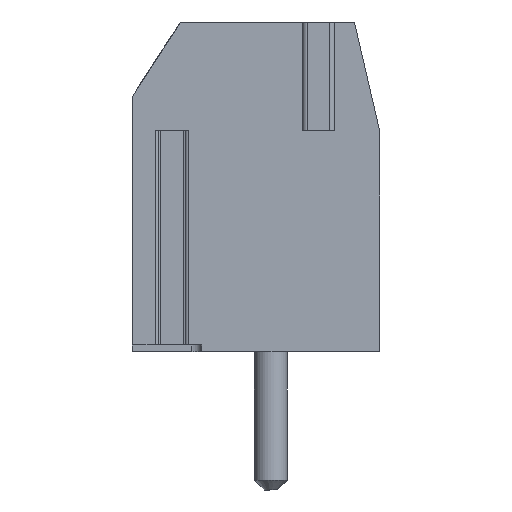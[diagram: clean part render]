
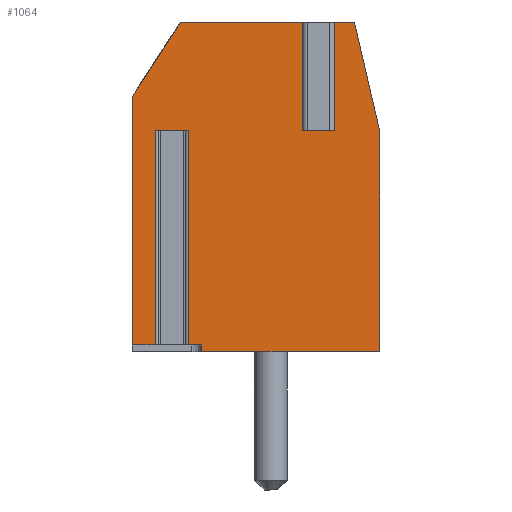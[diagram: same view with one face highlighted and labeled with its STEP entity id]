
A CAD part, left-side view. The second image highlights one B-rep face of the part: STEP entity #1064.
In plain terms, the highlighted planar face has unit normal (-1, 0, 0).
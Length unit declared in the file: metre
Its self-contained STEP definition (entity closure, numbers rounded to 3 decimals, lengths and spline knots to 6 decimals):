
#1064 = ADVANCED_FACE( '', ( #2323 ), #2324, .T. );
#2323 = FACE_OUTER_BOUND( '', #4082, .T. );
#2324 = PLANE( '', #4083 );
#4082 = EDGE_LOOP( '', ( #7533, #7534, #7535, #7536, #7537, #7538, #7539, #7540, #7541, #7542, #7543, #7544, #7545, #7546, #7547, #7548 ) );
#4083 = AXIS2_PLACEMENT_3D( '', #7549, #7550, #7551 );
#7533 = ORIENTED_EDGE( '', *, *, #10405, .F. );
#7534 = ORIENTED_EDGE( '', *, *, #10406, .T. );
#7535 = ORIENTED_EDGE( '', *, *, #9090, .T. );
#7536 = ORIENTED_EDGE( '', *, *, #9725, .T. );
#7537 = ORIENTED_EDGE( '', *, *, #10407, .F. );
#7538 = ORIENTED_EDGE( '', *, *, #10199, .F. );
#7539 = ORIENTED_EDGE( '', *, *, #10408, .T. );
#7540 = ORIENTED_EDGE( '', *, *, #10375, .T. );
#7541 = ORIENTED_EDGE( '', *, *, #10409, .T. );
#7542 = ORIENTED_EDGE( '', *, *, #10410, .F. );
#7543 = ORIENTED_EDGE( '', *, *, #10411, .F. );
#7544 = ORIENTED_EDGE( '', *, *, #10337, .T. );
#7545 = ORIENTED_EDGE( '', *, *, #10412, .T. );
#7546 = ORIENTED_EDGE( '', *, *, #10413, .T. );
#7547 = ORIENTED_EDGE( '', *, *, #9294, .T. );
#7548 = ORIENTED_EDGE( '', *, *, #9721, .T. );
#7549 = CARTESIAN_POINT( '', ( -0.0025, 0., 0.01 ) );
#7550 = DIRECTION( '', ( -1., 0., 0. ) );
#7551 = DIRECTION( '', ( 0., -1., 0. ) );
#9090 = EDGE_CURVE( '', #10792, #10793, #10794, .T. );
#9294 = EDGE_CURVE( '', #11155, #11156, #11157, .T. );
#9721 = EDGE_CURVE( '', #11156, #11871, #11873, .T. );
#9725 = EDGE_CURVE( '', #10793, #11878, #11880, .T. );
#10199 = EDGE_CURVE( '', #12567, #12569, #12570, .T. );
#10337 = EDGE_CURVE( '', #12761, #12759, #12762, .T. );
#10375 = EDGE_CURVE( '', #12811, #12812, #12813, .T. );
#10405 = EDGE_CURVE( '', #12851, #11871, #12852, .T. );
#10406 = EDGE_CURVE( '', #12851, #10792, #12853, .T. );
#10407 = EDGE_CURVE( '', #12569, #11878, #12854, .T. );
#10408 = EDGE_CURVE( '', #12567, #12811, #12855, .T. );
#10409 = EDGE_CURVE( '', #12812, #12856, #12857, .T. );
#10410 = EDGE_CURVE( '', #12858, #12856, #12859, .T. );
#10411 = EDGE_CURVE( '', #12761, #12858, #12860, .T. );
#10412 = EDGE_CURVE( '', #12759, #12861, #12862, .T. );
#10413 = EDGE_CURVE( '', #12861, #11155, #12863, .T. );
#10792 = VERTEX_POINT( '', #13300 );
#10793 = VERTEX_POINT( '', #13301 );
#10794 = LINE( '', #13302, #13303 );
#11155 = VERTEX_POINT( '', #13815 );
#11156 = VERTEX_POINT( '', #13816 );
#11157 = LINE( '', #13817, #13818 );
#11871 = VERTEX_POINT( '', #14917 );
#11873 = LINE( '', #14919, #14920 );
#11878 = VERTEX_POINT( '', #14926 );
#11880 = LINE( '', #14929, #14930 );
#12567 = VERTEX_POINT( '', #16074 );
#12569 = VERTEX_POINT( '', #16077 );
#12570 = LINE( '', #16078, #16079 );
#12759 = VERTEX_POINT( '', #16394 );
#12761 = VERTEX_POINT( '', #16397 );
#12762 = LINE( '', #16398, #16399 );
#12811 = VERTEX_POINT( '', #16471 );
#12812 = VERTEX_POINT( '', #16472 );
#12813 = LINE( '', #16473, #16474 );
#12851 = VERTEX_POINT( '', #16529 );
#12852 = LINE( '', #16530, #16531 );
#12853 = LINE( '', #16532, #16533 );
#12854 = LINE( '', #16534, #16535 );
#12855 = LINE( '', #16536, #16537 );
#12856 = VERTEX_POINT( '', #16538 );
#12857 = LINE( '', #16539, #16540 );
#12858 = VERTEX_POINT( '', #16541 );
#12859 = LINE( '', #16542, #16543 );
#12860 = LINE( '', #16544, #16545 );
#12861 = VERTEX_POINT( '', #16546 );
#12862 = LINE( '', #16547, #16548 );
#12863 = LINE( '', #16549, #16550 );
#13300 = CARTESIAN_POINT( '', ( -0.0025, 0.005797, 0.0067 ) );
#13301 = CARTESIAN_POINT( '', ( -0.0025, 0.005797, 0.0002 ) );
#13302 = CARTESIAN_POINT( '', ( -0.0025, 0.005797, 0.0067 ) );
#13303 = VECTOR( '', #17160, 1. );
#13815 = CARTESIAN_POINT( '', ( -0.0025, 0.0075, 0.00775 ) );
#13816 = CARTESIAN_POINT( '', ( -0.0025, 0.0075, 0.0002 ) );
#13817 = CARTESIAN_POINT( '', ( -0.0025, 0.0075, 0.00775 ) );
#13818 = VECTOR( '', #17401, 1. );
#14917 = CARTESIAN_POINT( '', ( -0.0025, 0.006803, 0.0002 ) );
#14919 = CARTESIAN_POINT( '', ( -0.0025, 0.0075, 0.0002 ) );
#14920 = VECTOR( '', #17885, 1. );
#14926 = CARTESIAN_POINT( '', ( -0.0025, 0.0054, 0.0002 ) );
#14929 = CARTESIAN_POINT( '', ( -0.0025, 0.0075, 0.0002 ) );
#14930 = VECTOR( '', #17891, 1. );
#16074 = CARTESIAN_POINT( '', ( -0.0025, 0., 0. ) );
#16077 = CARTESIAN_POINT( '', ( -0.0025, 0.0054, 0. ) );
#16078 = CARTESIAN_POINT( '', ( -0.0025, 0.0054, 0. ) );
#16079 = VECTOR( '', #18322, 1. );
#16394 = CARTESIAN_POINT( '', ( -0.0025, 0.002206, 0.01 ) );
#16397 = CARTESIAN_POINT( '', ( -0.0025, 0.002206, 0.0067 ) );
#16398 = CARTESIAN_POINT( '', ( -0.0025, 0.002206, 0.0067 ) );
#16399 = VECTOR( '', #18444, 1. );
#16471 = CARTESIAN_POINT( '', ( -0.0025, 0., 0.0067 ) );
#16472 = CARTESIAN_POINT( '', ( -0.0025, 0.000762, 0.01 ) );
#16473 = CARTESIAN_POINT( '', ( -0.0025, 0., 0.0067 ) );
#16474 = VECTOR( '', #18474, 1. );
#16529 = CARTESIAN_POINT( '', ( -0.0025, 0.006803, 0.0067 ) );
#16530 = CARTESIAN_POINT( '', ( -0.0025, 0.006803, 0.0067 ) );
#16531 = VECTOR( '', #18495, 1. );
#16532 = CARTESIAN_POINT( '', ( -0.0025, 0.006803, 0.0067 ) );
#16533 = VECTOR( '', #18496, 1. );
#16534 = CARTESIAN_POINT( '', ( -0.0025, 0.0054, 0. ) );
#16535 = VECTOR( '', #18497, 1. );
#16536 = CARTESIAN_POINT( '', ( -0.0025, 0., 0.0002 ) );
#16537 = VECTOR( '', #18498, 1. );
#16538 = CARTESIAN_POINT( '', ( -0.0025, 0.001494, 0.01 ) );
#16539 = CARTESIAN_POINT( '', ( -0.0025, 0.006039, 0.01 ) );
#16540 = VECTOR( '', #18499, 1. );
#16541 = CARTESIAN_POINT( '', ( -0.0025, 0.001494, 0.0067 ) );
#16542 = CARTESIAN_POINT( '', ( -0.0025, 0.001494, 0.0067 ) );
#16543 = VECTOR( '', #18500, 1. );
#16544 = CARTESIAN_POINT( '', ( -0.0025, 0.002206, 0.0067 ) );
#16545 = VECTOR( '', #18501, 1. );
#16546 = CARTESIAN_POINT( '', ( -0.0025, 0.006039, 0.01 ) );
#16547 = CARTESIAN_POINT( '', ( -0.0025, 0.006039, 0.01 ) );
#16548 = VECTOR( '', #18502, 1. );
#16549 = CARTESIAN_POINT( '', ( -0.0025, 0.0075, 0.00775 ) );
#16550 = VECTOR( '', #18503, 1. );
#17160 = DIRECTION( '', ( 0., 0., -1. ) );
#17401 = DIRECTION( '', ( 0., 0., -1. ) );
#17885 = DIRECTION( '', ( 0., -1., 0. ) );
#17891 = DIRECTION( '', ( 0., -1., 0. ) );
#18322 = DIRECTION( '', ( 0., 1., 0. ) );
#18444 = DIRECTION( '', ( 0., 0., 1. ) );
#18474 = DIRECTION( '', ( 0., 0.225, 0.974 ) );
#18495 = DIRECTION( '', ( 0., 0., -1. ) );
#18496 = DIRECTION( '', ( 0., -1., 0. ) );
#18497 = DIRECTION( '', ( 0., 0., 1. ) );
#18498 = DIRECTION( '', ( 0., 0., 1. ) );
#18499 = DIRECTION( '', ( 0., 1., 0. ) );
#18500 = DIRECTION( '', ( 0., 0., 1. ) );
#18501 = DIRECTION( '', ( 0., -1., 0. ) );
#18502 = DIRECTION( '', ( 0., 1., 0. ) );
#18503 = DIRECTION( '', ( 0., 0.545, -0.839 ) );
